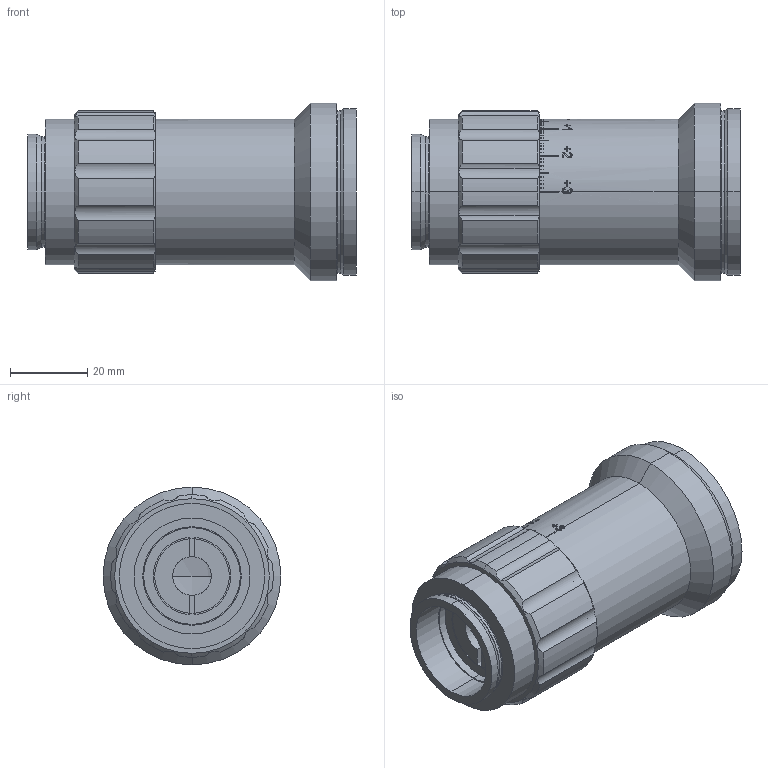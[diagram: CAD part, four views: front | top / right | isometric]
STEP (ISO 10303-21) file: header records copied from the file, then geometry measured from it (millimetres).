
FILE_DESCRIPTION (( 'STEP AP203' ), '1' );
FILE_NAME ('S6EXP0015_075_04.STEP', '2015-06-26T06:38:14', ( '' ), ( '' ), 'SwSTEP 2.0', 'SolidWorks 2014', '' );
FILE_SCHEMA (( 'CONFIG_CONTROL_DESIGN' ));
Length unit declared in the file: millimetre
Products named in the file (1): S6EXP0015_075_04
Bounding box: 85 x 46 x 46 mm (x, y, z)
Surface area: 21026.2 mm2 (no closed solid volume)
Topology: 0 solids, 19 shells, 385 faces, 1420 edges, 1005 vertices
Faces by surface type: plane 224, cylinder 78, bspline 50, cone 23, torus 8, sphere 2
Entity records: 22161 total; most frequent: CARTESIAN_POINT 10837, DIRECTION 2171, ORIENTED_EDGE 2139, EDGE_CURVE 1420, VERTEX_POINT 1005, LINE 785, VECTOR 785, AXIS2_PLACEMENT_3D 693
